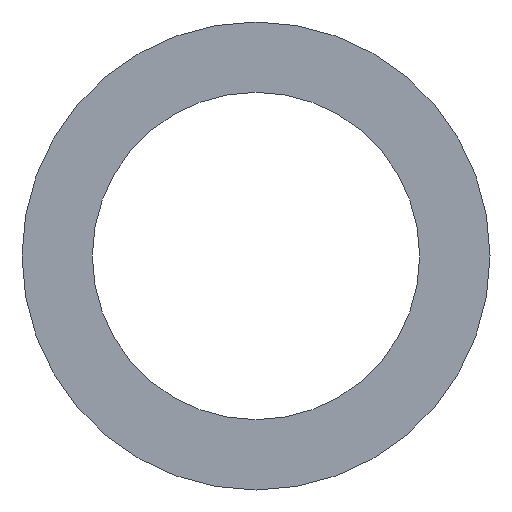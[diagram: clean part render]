
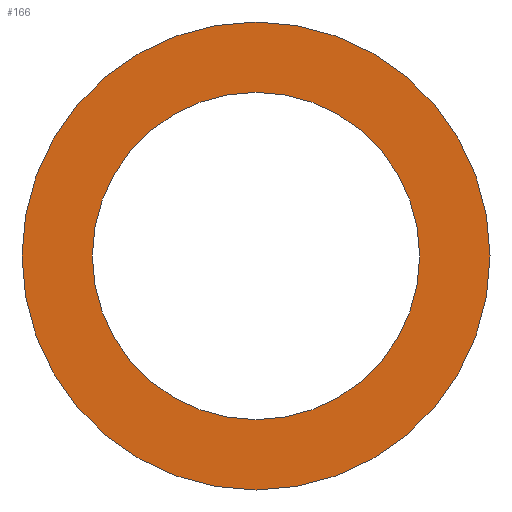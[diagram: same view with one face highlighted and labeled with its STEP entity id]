
A CAD part, left-side view. The second image highlights one B-rep face of the part: STEP entity #166.
In plain terms, the highlighted planar face has unit normal (-1, 0, 0).
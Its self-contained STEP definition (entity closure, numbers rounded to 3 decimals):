
#84 = VERTEX_POINT( '', #199 );
#94 = EDGE_CURVE( '', #162, #144, #211, .T. );
#112 = VERTEX_POINT( '', #233 );
#114 = EDGE_CURVE( '', #144, #162, #235, .T. );
#124 = EDGE_CURVE( '', #84, #112, #246, .T. );
#138 = EDGE_CURVE( '', #112, #84, #260, .T. );
#144 = VERTEX_POINT( '', #266 );
#162 = VERTEX_POINT( '', #286 );
#166 = ADVANCED_FACE( '', ( #290, #291 ), #292, .T. );
#199 = CARTESIAN_POINT( '', ( -175., -292.5, 0. ) );
#211 = CIRCLE( '', #334, 204.6 );
#233 = CARTESIAN_POINT( '', ( -175., 292.5, 0. ) );
#235 = CIRCLE( '', #365, 204.6 );
#246 = CIRCLE( '', #377, 292.5 );
#260 = CIRCLE( '', #398, 292.5 );
#266 = CARTESIAN_POINT( '', ( -175., 204.6, 0. ) );
#286 = CARTESIAN_POINT( '', ( -175., -204.6, 0. ) );
#290 = FACE_BOUND( '', #435, .T. );
#291 = FACE_OUTER_BOUND( '', #436, .T. );
#292 = PLANE( '', #437 );
#334 = AXIS2_PLACEMENT_3D( '', #479, #480, #481 );
#365 = AXIS2_PLACEMENT_3D( '', #513, #514, #515 );
#377 = AXIS2_PLACEMENT_3D( '', #524, #525, #526 );
#398 = AXIS2_PLACEMENT_3D( '', #535, #536, #537 );
#435 = EDGE_LOOP( '', ( #571, #572 ) );
#436 = EDGE_LOOP( '', ( #573, #574 ) );
#437 = AXIS2_PLACEMENT_3D( '', #575, #576, #577 );
#479 = CARTESIAN_POINT( '', ( -175., 0., 0. ) );
#480 = DIRECTION( '', ( -1., 0., 0. ) );
#481 = DIRECTION( '', ( 0., 1., 0. ) );
#513 = CARTESIAN_POINT( '', ( -175., 0., 0. ) );
#514 = DIRECTION( '', ( -1., 0., 0. ) );
#515 = DIRECTION( '', ( 0., 1., 0. ) );
#524 = CARTESIAN_POINT( '', ( -175., 0., 0. ) );
#525 = DIRECTION( '', ( -1., 0., 0. ) );
#526 = DIRECTION( '', ( 0., 1., 0. ) );
#535 = CARTESIAN_POINT( '', ( -175., 0., 0. ) );
#536 = DIRECTION( '', ( -1., 0., 0. ) );
#537 = DIRECTION( '', ( 0., 1., 0. ) );
#571 = ORIENTED_EDGE( '', *, *, #114, .F. );
#572 = ORIENTED_EDGE( '', *, *, #94, .F. );
#573 = ORIENTED_EDGE( '', *, *, #138, .T. );
#574 = ORIENTED_EDGE( '', *, *, #124, .T. );
#575 = CARTESIAN_POINT( '', ( -175., 248.55, 0. ) );
#576 = DIRECTION( '', ( -1., 0., 0. ) );
#577 = DIRECTION( '', ( 0., 1., 0. ) );
